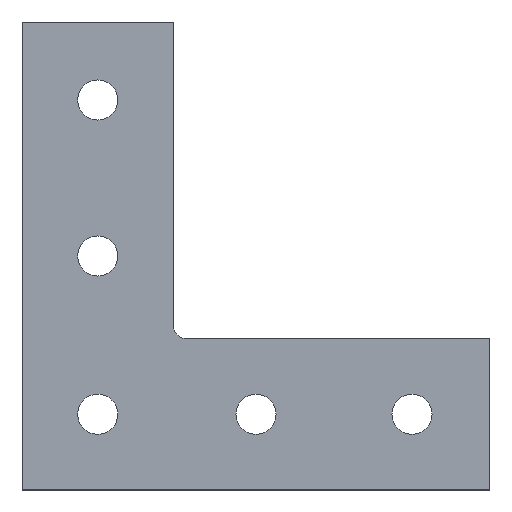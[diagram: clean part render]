
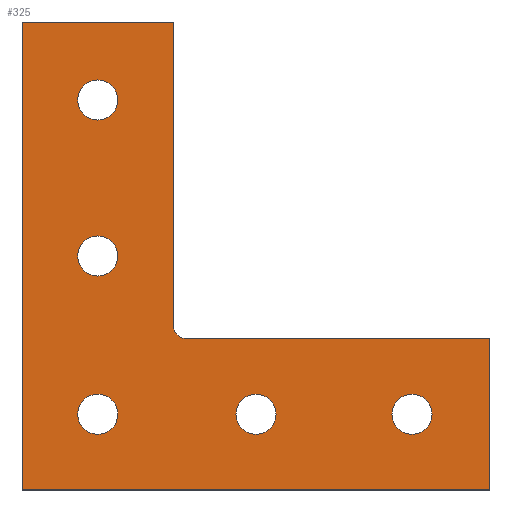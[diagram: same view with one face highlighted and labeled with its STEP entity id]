
A CAD part, top view. The second image highlights one B-rep face of the part: STEP entity #325.
In plain terms, the highlighted planar face has unit normal (0, 0, 1).
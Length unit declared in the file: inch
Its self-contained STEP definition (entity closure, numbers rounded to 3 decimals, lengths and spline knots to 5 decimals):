
#7 = VERTEX_POINT ( 'NONE', #300 ) ;
#8 = EDGE_CURVE ( 'NONE', #600, #7, #319, .T. ) ;
#11 = VECTOR ( 'NONE', #78, 39.37008 ) ;
#13 = CARTESIAN_POINT ( 'NONE',  ( -1.143, 1., 0.094 ) ) ;
#18 = DIRECTION ( 'NONE',  ( 1., 0., 0. ) ) ;
#20 = EDGE_CURVE ( 'NONE', #428, #631, #537, .T. ) ;
#21 = VECTOR ( 'NONE', #18, 39.37008 ) ;
#24 = DIRECTION ( 'NONE',  ( 0., 0., -1. ) ) ;
#25 = DIRECTION ( 'NONE',  ( -1., 0., 0. ) ) ;
#30 = CIRCLE ( 'NONE', #126, 0.1285 ) ;
#33 = CARTESIAN_POINT ( 'NONE',  ( -1.143, -1.0145, 0.094 ) ) ;
#36 = ORIENTED_EDGE ( 'NONE', *, *, #494, .T. ) ;
#46 = EDGE_CURVE ( 'NONE', #445, #69, #498, .T. ) ;
#48 = LINE ( 'NONE', #679, #11 ) ;
#55 = VERTEX_POINT ( 'NONE', #406 ) ;
#60 = CARTESIAN_POINT ( 'NONE',  ( -1.5, 1.5, 0.094 ) ) ;
#64 = CARTESIAN_POINT ( 'NONE',  ( -0.447, -0.447, 0.094 ) ) ;
#69 = VERTEX_POINT ( 'NONE', #523 ) ;
#72 = ORIENTED_EDGE ( 'NONE', *, *, #106, .T. ) ;
#75 = CARTESIAN_POINT ( 'NONE',  ( -0.529, -0.447, 0.094 ) ) ;
#76 = DIRECTION ( 'NONE',  ( -1., 0., 0. ) ) ;
#77 = AXIS2_PLACEMENT_3D ( 'NONE', #696, #256, #698 ) ;
#78 = DIRECTION ( 'NONE',  ( -1., 0., 0. ) ) ;
#88 = VERTEX_POINT ( 'NONE', #33 ) ;
#90 = CARTESIAN_POINT ( 'NONE',  ( 1., -1.0145, 0.094 ) ) ;
#93 = EDGE_CURVE ( 'NONE', #88, #98, #172, .T. ) ;
#98 = VERTEX_POINT ( 'NONE', #401 ) ;
#99 = AXIS2_PLACEMENT_3D ( 'NONE', #290, #511, #122 ) ;
#106 = EDGE_CURVE ( 'NONE', #237, #164, #48, .T. ) ;
#111 = EDGE_LOOP ( 'NONE', ( #402, #700 ) ) ;
#118 = LINE ( 'NONE', #60, #264 ) ;
#121 = ORIENTED_EDGE ( 'NONE', *, *, #430, .T. ) ;
#122 = DIRECTION ( 'NONE',  ( -1., 0., 0. ) ) ;
#126 = AXIS2_PLACEMENT_3D ( 'NONE', #90, #699, #202 ) ;
#133 = DIRECTION ( 'NONE',  ( 0., 0., -1. ) ) ;
#135 = DIRECTION ( 'NONE',  ( 0., 0., -1. ) ) ;
#138 = CARTESIAN_POINT ( 'NONE',  ( -1.0145, 1., 0.094 ) ) ;
#140 = CARTESIAN_POINT ( 'NONE',  ( -0.447, -0.529, 0.094 ) ) ;
#141 = FACE_BOUND ( 'NONE', #572, .T. ) ;
#146 = DIRECTION ( 'NONE',  ( 0., 1., 0. ) ) ;
#149 = VECTOR ( 'NONE', #628, 39.37008 ) ;
#150 = EDGE_CURVE ( 'NONE', #7, #600, #30, .T. ) ;
#153 = ORIENTED_EDGE ( 'NONE', *, *, #407, .T. ) ;
#156 = FACE_BOUND ( 'NONE', #221, .T. ) ;
#159 = AXIS2_PLACEMENT_3D ( 'NONE', #400, #133, #525 ) ;
#164 = VERTEX_POINT ( 'NONE', #140 ) ;
#170 = CIRCLE ( 'NONE', #77, 0.1285 ) ;
#172 = CIRCLE ( 'NONE', #666, 0.1285 ) ;
#179 = EDGE_CURVE ( 'NONE', #197, #237, #481, .T. ) ;
#183 = DIRECTION ( 'NONE',  ( 0., 0., -1. ) ) ;
#185 = EDGE_LOOP ( 'NONE', ( #424, #310 ) ) ;
#194 = LINE ( 'NONE', #233, #21 ) ;
#197 = VERTEX_POINT ( 'NONE', #385 ) ;
#201 = EDGE_LOOP ( 'NONE', ( #636, #621 ) ) ;
#202 = DIRECTION ( 'NONE',  ( -1., 0., 0. ) ) ;
#221 = EDGE_LOOP ( 'NONE', ( #703, #271 ) ) ;
#223 = AXIS2_PLACEMENT_3D ( 'NONE', #623, #135, #579 ) ;
#230 = PLANE ( 'NONE',  #551 ) ;
#232 = DIRECTION ( 'NONE',  ( -1., 0., 0. ) ) ;
#233 = CARTESIAN_POINT ( 'NONE',  ( -1.5, -1.5, 0.094 ) ) ;
#235 = CIRCLE ( 'NONE', #665, 0.1285 ) ;
#237 = VERTEX_POINT ( 'NONE', #507 ) ;
#240 = AXIS2_PLACEMENT_3D ( 'NONE', #337, #183, #334 ) ;
#241 = DIRECTION ( 'NONE',  ( 0., -1., 0. ) ) ;
#242 = DIRECTION ( 'NONE',  ( 0., 0., -1. ) ) ;
#255 = VERTEX_POINT ( 'NONE', #677 ) ;
#256 = DIRECTION ( 'NONE',  ( 0., 0., -1. ) ) ;
#261 = CARTESIAN_POINT ( 'NONE',  ( 0., -1.0145, 0.094 ) ) ;
#264 = VECTOR ( 'NONE', #241, 39.37008 ) ;
#265 = EDGE_LOOP ( 'NONE', ( #279, #456, #121, #343, #641, #72, #36 ) ) ;
#271 = ORIENTED_EDGE ( 'NONE', *, *, #93, .T. ) ;
#279 = ORIENTED_EDGE ( 'NONE', *, *, #645, .T. ) ;
#284 = FACE_BOUND ( 'NONE', #111, .T. ) ;
#290 = CARTESIAN_POINT ( 'NONE',  ( 0., -1.0145, 0.094 ) ) ;
#291 = DIRECTION ( 'NONE',  ( 0., 0., -1. ) ) ;
#300 = CARTESIAN_POINT ( 'NONE',  ( 1.1285, -1.0145, 0.094 ) ) ;
#301 = CARTESIAN_POINT ( 'NONE',  ( -1.0145, 1., 0.094 ) ) ;
#305 = FACE_BOUND ( 'NONE', #201, .T. ) ;
#310 = ORIENTED_EDGE ( 'NONE', *, *, #683, .T. ) ;
#315 = DIRECTION ( 'NONE',  ( 0., 0., -1. ) ) ;
#317 = CIRCLE ( 'NONE', #438, 0.1285 ) ;
#319 = CIRCLE ( 'NONE', #483, 0.1285 ) ;
#325 = ADVANCED_FACE ( 'NONE', ( #305, #156, #284, #141, #377, #372 ), #230, .F. ) ;
#334 = DIRECTION ( 'NONE',  ( -1., 0., 0. ) ) ;
#337 = CARTESIAN_POINT ( 'NONE',  ( -1.0145, -1.0145, 0.094 ) ) ;
#343 = ORIENTED_EDGE ( 'NONE', *, *, #396, .T. ) ;
#344 = CARTESIAN_POINT ( 'NONE',  ( -0.886, 1., 0.094 ) ) ;
#346 = CARTESIAN_POINT ( 'NONE',  ( 0.1285, -1.0145, 0.094 ) ) ;
#347 = CARTESIAN_POINT ( 'NONE',  ( -0.529, 1.5, 0.094 ) ) ;
#355 = CARTESIAN_POINT ( 'NONE',  ( -0.1285, -1.0145, 0.094 ) ) ;
#357 = CARTESIAN_POINT ( 'NONE',  ( -0.529, -0.447, 0.094 ) ) ;
#358 = CARTESIAN_POINT ( 'NONE',  ( 1.5, -1.5, 0.094 ) ) ;
#368 = EDGE_CURVE ( 'NONE', #98, #88, #601, .T. ) ;
#372 = FACE_OUTER_BOUND ( 'NONE', #265, .T. ) ;
#377 = FACE_BOUND ( 'NONE', #185, .T. ) ;
#385 = CARTESIAN_POINT ( 'NONE',  ( 1.5, -1.5, 0.094 ) ) ;
#391 = VECTOR ( 'NONE', #25, 39.37008 ) ;
#396 = EDGE_CURVE ( 'NONE', #55, #197, #194, .T. ) ;
#398 = DIRECTION ( 'NONE',  ( -1., 0., 0. ) ) ;
#400 = CARTESIAN_POINT ( 'NONE',  ( -0.447, -0.447, 0.094 ) ) ;
#401 = CARTESIAN_POINT ( 'NONE',  ( -0.886, -1.0145, 0.094 ) ) ;
#402 = ORIENTED_EDGE ( 'NONE', *, *, #150, .T. ) ;
#406 = CARTESIAN_POINT ( 'NONE',  ( -1.5, -1.5, 0.094 ) ) ;
#407 = EDGE_CURVE ( 'NONE', #603, #531, #663, .T. ) ;
#408 = DIRECTION ( 'NONE',  ( -1., 0., 0. ) ) ;
#409 = CARTESIAN_POINT ( 'NONE',  ( 1., -1.0145, 0.094 ) ) ;
#424 = ORIENTED_EDGE ( 'NONE', *, *, #46, .T. ) ;
#428 = VERTEX_POINT ( 'NONE', #13 ) ;
#430 = EDGE_CURVE ( 'NONE', #255, #55, #118, .T. ) ;
#434 = LINE ( 'NONE', #347, #391 ) ;
#438 = AXIS2_PLACEMENT_3D ( 'NONE', #301, #678, #408 ) ;
#445 = VERTEX_POINT ( 'NONE', #613 ) ;
#454 = VERTEX_POINT ( 'NONE', #670 ) ;
#456 = ORIENTED_EDGE ( 'NONE', *, *, #573, .T. ) ;
#462 = DIRECTION ( 'NONE',  ( -1., 0., 0. ) ) ;
#463 = CARTESIAN_POINT ( 'NONE',  ( 0.8715, -1.0145, 0.094 ) ) ;
#465 = CIRCLE ( 'NONE', #159, 0.082 ) ;
#476 = DIRECTION ( 'NONE',  ( -1., 0., 0. ) ) ;
#479 = AXIS2_PLACEMENT_3D ( 'NONE', #138, #24, #76 ) ;
#481 = LINE ( 'NONE', #358, #557 ) ;
#482 = ORIENTED_EDGE ( 'NONE', *, *, #667, .T. ) ;
#483 = AXIS2_PLACEMENT_3D ( 'NONE', #409, #575, #462 ) ;
#494 = EDGE_CURVE ( 'NONE', #164, #685, #465, .T. ) ;
#498 = CIRCLE ( 'NONE', #223, 0.1285 ) ;
#507 = CARTESIAN_POINT ( 'NONE',  ( 1.5, -0.529, 0.094 ) ) ;
#511 = DIRECTION ( 'NONE',  ( 0., 0., -1. ) ) ;
#514 = CARTESIAN_POINT ( 'NONE',  ( -1.0145, -1.0145, 0.094 ) ) ;
#523 = CARTESIAN_POINT ( 'NONE',  ( -1.143, 0., 0.094 ) ) ;
#525 = DIRECTION ( 'NONE',  ( -1., 0., 0. ) ) ;
#531 = VERTEX_POINT ( 'NONE', #355 ) ;
#537 = CIRCLE ( 'NONE', #479, 0.1285 ) ;
#551 = AXIS2_PLACEMENT_3D ( 'NONE', #64, #291, #232 ) ;
#556 = LINE ( 'NONE', #75, #149 ) ;
#557 = VECTOR ( 'NONE', #146, 39.37008 ) ;
#572 = EDGE_LOOP ( 'NONE', ( #153, #482 ) ) ;
#573 = EDGE_CURVE ( 'NONE', #454, #255, #434, .T. ) ;
#575 = DIRECTION ( 'NONE',  ( 0., 0., -1. ) ) ;
#579 = DIRECTION ( 'NONE',  ( -1., 0., 0. ) ) ;
#600 = VERTEX_POINT ( 'NONE', #463 ) ;
#601 = CIRCLE ( 'NONE', #240, 0.1285 ) ;
#603 = VERTEX_POINT ( 'NONE', #346 ) ;
#605 = EDGE_CURVE ( 'NONE', #631, #428, #317, .T. ) ;
#613 = CARTESIAN_POINT ( 'NONE',  ( -0.886, 0., 0.094 ) ) ;
#621 = ORIENTED_EDGE ( 'NONE', *, *, #20, .T. ) ;
#623 = CARTESIAN_POINT ( 'NONE',  ( -1.0145, 0., 0.094 ) ) ;
#628 = DIRECTION ( 'NONE',  ( 0., 1., 0. ) ) ;
#631 = VERTEX_POINT ( 'NONE', #344 ) ;
#636 = ORIENTED_EDGE ( 'NONE', *, *, #605, .T. ) ;
#641 = ORIENTED_EDGE ( 'NONE', *, *, #179, .T. ) ;
#645 = EDGE_CURVE ( 'NONE', #685, #454, #556, .T. ) ;
#663 = CIRCLE ( 'NONE', #99, 0.1285 ) ;
#665 = AXIS2_PLACEMENT_3D ( 'NONE', #261, #315, #476 ) ;
#666 = AXIS2_PLACEMENT_3D ( 'NONE', #514, #242, #398 ) ;
#667 = EDGE_CURVE ( 'NONE', #531, #603, #235, .T. ) ;
#670 = CARTESIAN_POINT ( 'NONE',  ( -0.529, 1.5, 0.094 ) ) ;
#677 = CARTESIAN_POINT ( 'NONE',  ( -1.5, 1.5, 0.094 ) ) ;
#678 = DIRECTION ( 'NONE',  ( 0., 0., -1. ) ) ;
#679 = CARTESIAN_POINT ( 'NONE',  ( 1.5, -0.529, 0.094 ) ) ;
#683 = EDGE_CURVE ( 'NONE', #69, #445, #170, .T. ) ;
#685 = VERTEX_POINT ( 'NONE', #357 ) ;
#696 = CARTESIAN_POINT ( 'NONE',  ( -1.0145, 0., 0.094 ) ) ;
#698 = DIRECTION ( 'NONE',  ( -1., 0., 0. ) ) ;
#699 = DIRECTION ( 'NONE',  ( 0., 0., -1. ) ) ;
#700 = ORIENTED_EDGE ( 'NONE', *, *, #8, .T. ) ;
#703 = ORIENTED_EDGE ( 'NONE', *, *, #368, .T. ) ;
